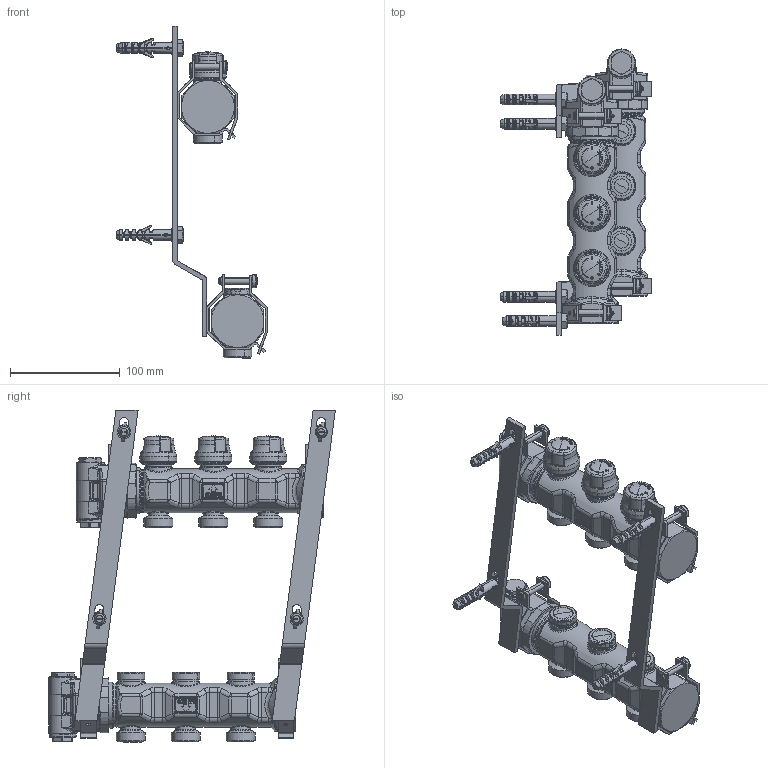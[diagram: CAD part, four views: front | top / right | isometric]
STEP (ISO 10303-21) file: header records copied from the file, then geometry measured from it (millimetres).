
FILE_DESCRIPTION(('CATIA V5 STEP Exchange','CAx-IF Rec.Pracs.--- Model Styling and Organization---1.5--- 2016-08-15','CAx-IF Rec.Pracs.---Supplemental Geometry---1.0---2011-11-01','CAx-IF Rec.Pracs.--- Composite Materials ---3.4---2017-06-13','CAx-IF Rec.Pracs.---Tessellated 3D Geometry---1.0---2015-12-17'),'2;1');
FILE_NAME('STEP_6637C5_-_TST.stp','2025-05-13T15:33:19+00:00',('none'),('none'),'CATIA Version 5-6 Release 2020 SP5','CATIA V5 STEP AP242 v2','none');
FILE_SCHEMA(('AP242_MANAGED_MODEL_BASED_3D_ENGINEERING_MIM_LF {1 0 10303 442 1 1 4}'));
Products named in the file (1): 6637C5 - TST
Bounding box: 137.1 x 260.77 x 302.1 mm (x, y, z)
Volume: 845398.6 mm3; surface area: 176946.4 mm2
Topology: 1 solids, 14 shells, 5259 faces, 13927 edges, 8543 vertices
Faces by surface type: plane 2362, cylinder 1426, bspline 716, cone 349, torus 220, sphere 186
Entity records: 194349 total; most frequent: CARTESIAN_POINT 84138, ORIENTED_EDGE 27294, DIRECTION 14758, EDGE_CURVE 13647, VERTEX_POINT 8543, AXIS2_PLACEMENT_3D 5971, B_SPLINE_CURVE_WITH_KNOTS 5693, EDGE_LOOP 5510
